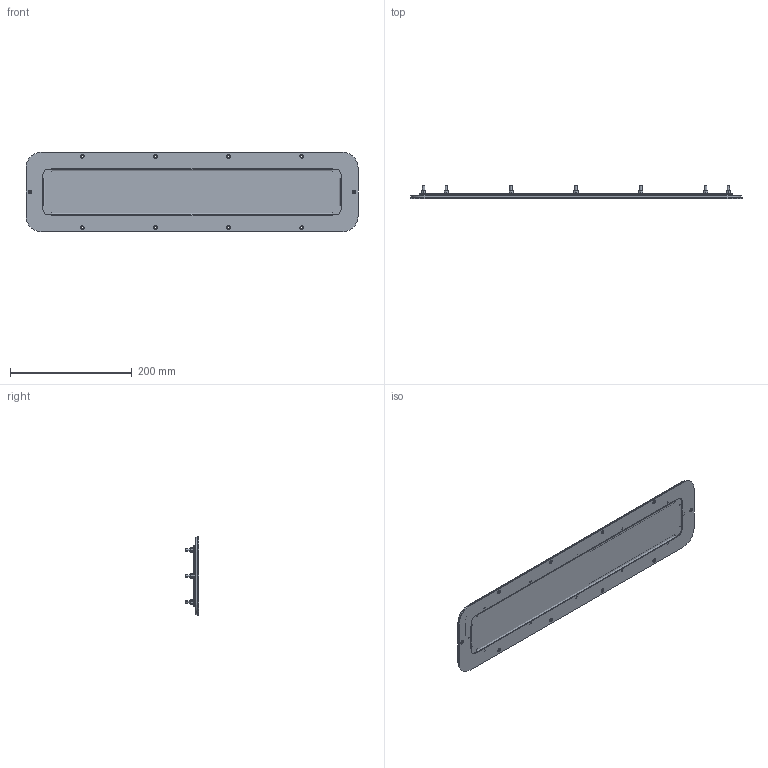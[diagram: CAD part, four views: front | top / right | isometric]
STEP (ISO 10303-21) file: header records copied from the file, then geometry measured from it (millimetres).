
FILE_DESCRIPTION(('STEP AP242'),'1');
FILE_NAME('nsytlfme.stp','2021-09-26T08:40:00',('TraceParts'),('TraceParts S.A.'),'Spatial InterOp 3D',' ',' ');
FILE_SCHEMA(('AP242_MANAGED_MODEL_BASED_3D_ENGINEERING_MIM_LF {1 0 10303 442 1 1 4}'));
Length unit declared in the file: millimetre
Products named in the file (1): nsytlfme_1
Bounding box: 545 x 21.5 x 130 mm (x, y, z)
Volume: 403674.8 mm3; surface area: 282081.8 mm2
Topology: 28 solids, 28 shells, 708 faces, 1720 edges, 1068 vertices
Faces by surface type: cylinder 348, plane 216, torus 48, bspline 48, cone 48
Entity records: 21627 total; most frequent: CARTESIAN_POINT 4220, DIRECTION 3976, ORIENTED_EDGE 3392, EDGE_CURVE 1696, AXIS2_PLACEMENT_3D 1592, VERTEX_POINT 1068, CIRCLE 904, EDGE_LOOP 850
